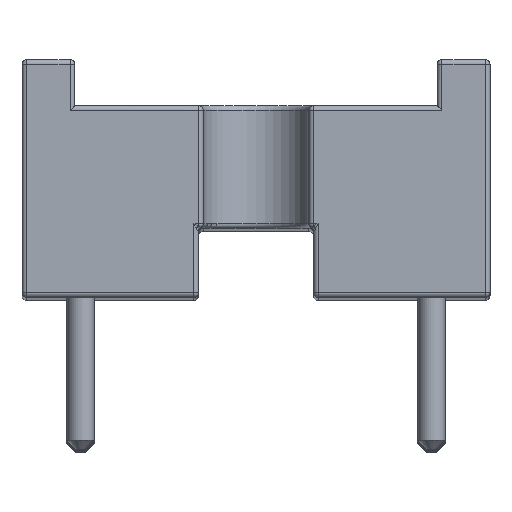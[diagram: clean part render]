
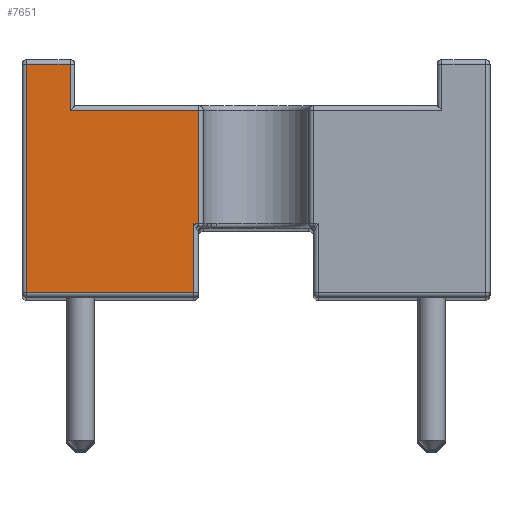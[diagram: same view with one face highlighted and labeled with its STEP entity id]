
A CAD part, top view. The second image highlights one B-rep face of the part: STEP entity #7651.
In plain terms, the highlighted planar face has unit normal (0, 0, 1).
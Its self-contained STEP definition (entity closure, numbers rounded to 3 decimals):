
#432=PLANE('',#8174);
#768=FACE_OUTER_BOUND('',#1229,.T.);
#1229=EDGE_LOOP('',(#5796,#5797,#5798,#5799,#5800,#5801,#5802,#5803));
#1950=LINE('',#11743,#2716);
#1956=LINE('',#11895,#2722);
#1957=LINE('',#11898,#2723);
#1958=LINE('',#11900,#2724);
#1959=LINE('',#11902,#2725);
#1960=LINE('',#11904,#2726);
#1961=LINE('',#11906,#2727);
#1962=LINE('',#11907,#2728);
#2716=VECTOR('',#9235,10.);
#2722=VECTOR('',#9307,10.);
#2723=VECTOR('',#9310,10.);
#2724=VECTOR('',#9311,10.);
#2725=VECTOR('',#9312,10.);
#2726=VECTOR('',#9313,10.);
#2727=VECTOR('',#9314,10.);
#2728=VECTOR('',#9315,10.);
#3764=VERTEX_POINT('',#11637);
#3771=VERTEX_POINT('',#11741);
#3783=VERTEX_POINT('',#11878);
#3786=VERTEX_POINT('',#11897);
#3787=VERTEX_POINT('',#11899);
#3788=VERTEX_POINT('',#11901);
#3789=VERTEX_POINT('',#11903);
#3790=VERTEX_POINT('',#11905);
#4562=EDGE_CURVE('',#3771,#3764,#1950,.T.);
#4593=EDGE_CURVE('',#3783,#3771,#1956,.T.);
#4594=EDGE_CURVE('',#3764,#3786,#1957,.T.);
#4595=EDGE_CURVE('',#3787,#3783,#1958,.T.);
#4596=EDGE_CURVE('',#3788,#3787,#1959,.T.);
#4597=EDGE_CURVE('',#3789,#3788,#1960,.T.);
#4598=EDGE_CURVE('',#3790,#3789,#1961,.T.);
#4599=EDGE_CURVE('',#3786,#3790,#1962,.T.);
#5796=ORIENTED_EDGE('',*,*,#4594,.F.);
#5797=ORIENTED_EDGE('',*,*,#4562,.F.);
#5798=ORIENTED_EDGE('',*,*,#4593,.F.);
#5799=ORIENTED_EDGE('',*,*,#4595,.F.);
#5800=ORIENTED_EDGE('',*,*,#4596,.F.);
#5801=ORIENTED_EDGE('',*,*,#4597,.F.);
#5802=ORIENTED_EDGE('',*,*,#4598,.F.);
#5803=ORIENTED_EDGE('',*,*,#4599,.F.);
#7651=ADVANCED_FACE('',(#768),#432,.T.);
#8174=AXIS2_PLACEMENT_3D('',#11896,#9308,#9309);
#9235=DIRECTION('',(-1.,0.,0.));
#9307=DIRECTION('',(0.,-1.,0.));
#9308=DIRECTION('center_axis',(0.,0.,1.));
#9309=DIRECTION('ref_axis',(1.,0.,0.));
#9310=DIRECTION('',(0.,-1.,0.));
#9311=DIRECTION('',(1.,0.,0.));
#9312=DIRECTION('',(0.,-1.,0.));
#9313=DIRECTION('',(1.,0.,0.));
#9314=DIRECTION('',(0.,1.,0.));
#9315=DIRECTION('',(-1.,0.,0.));
#11637=CARTESIAN_POINT('',(-1.35,1.6,0.));
#11741=CARTESIAN_POINT('',(-1.246,1.6,0.));
#11743=CARTESIAN_POINT('',(1.27,1.6,0.));
#11878=CARTESIAN_POINT('',(-1.246,4.06,0.));
#11895=CARTESIAN_POINT('',(-1.246,4.16,0.));
#11896=CARTESIAN_POINT('Origin',(2.54,2.58,0.));
#11897=CARTESIAN_POINT('',(-1.35,0.1,0.));
#11898=CARTESIAN_POINT('',(-1.35,1.29,0.));
#11899=CARTESIAN_POINT('',(-4.035,4.06,0.));
#11900=CARTESIAN_POINT('',(1.27,4.06,0.));
#11901=CARTESIAN_POINT('',(-4.035,5.06,0.));
#11902=CARTESIAN_POINT('',(-4.035,3.87,0.));
#11903=CARTESIAN_POINT('',(-4.98,5.06,0.));
#11904=CARTESIAN_POINT('',(1.27,5.06,0.));
#11905=CARTESIAN_POINT('',(-4.98,0.1,0.));
#11906=CARTESIAN_POINT('',(-4.98,3.87,0.));
#11907=CARTESIAN_POINT('',(3.81,0.1,0.));
